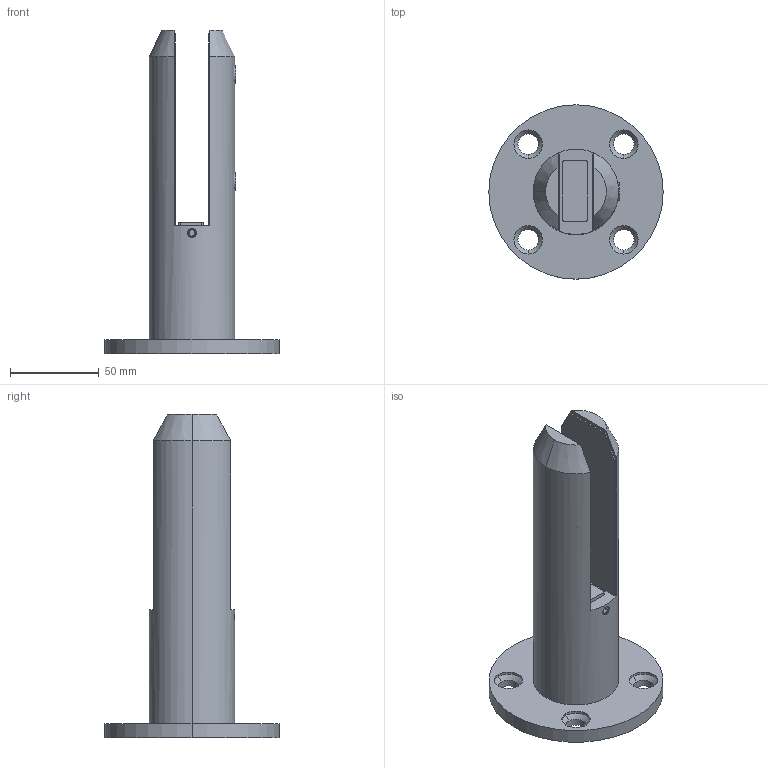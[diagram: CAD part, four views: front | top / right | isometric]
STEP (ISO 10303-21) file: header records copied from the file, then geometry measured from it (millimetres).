
FILE_DESCRIPTION (( 'STEP AP203' ), '1' );
FILE_NAME ('A_6100-000-B.STEP', '2019-10-09T05:54:42', ( '' ), ( '' ), 'SwSTEP 2.0', 'SolidWorks 2019', '' );
FILE_SCHEMA (( 'CONFIG_CONTROL_DESIGN' ));
Length unit declared in the file: millimetre
Products named in the file (10): A_6100-000-B.P; A_6100-000-B.P5; A_6100-000-B.P1.1; SKRUTKA DIN 913_SKRUTKA M 6X12; A_6100-000-B.P1_skupina; A_6100-000-B.P6; A_6100-000-B; A_6100-000-B.P2; A_6100-000-B.P1.2; A_6100-000-B.P3
Assembly tree (13 placements, depth 3):
  A_6100-000-B
    A_6100-000-B.P2
    A_6100-000-B.P1_skupina
      A_6100-000-B.P1.1
      A_6100-000-B.P1.2
    A_6100-000-B.P5  x2
    A_6100-000-B.P6  x2
    A_6100-000-B.P3  x2
    SKRUTKA DIN 913_SKRUTKA M 6X12
    A_6100-000-B.P  x2
Bounding box: 98 x 98 x 182 mm (x, y, z)
Volume: 154434.6 mm3; surface area: 91902.8 mm2
Topology: 12 solids, 12 shells, 308 faces, 725 edges, 451 vertices
Faces by surface type: cylinder 147, plane 102, torus 32, cone 23, sphere 2, bspline 2
Entity records: 9292 total; most frequent: CARTESIAN_POINT 1629, DIRECTION 1504, ORIENTED_EDGE 1278, EDGE_CURVE 639, AXIS2_PLACEMENT_3D 601, VERTEX_POINT 400, CIRCLE 317, EDGE_LOOP 303
